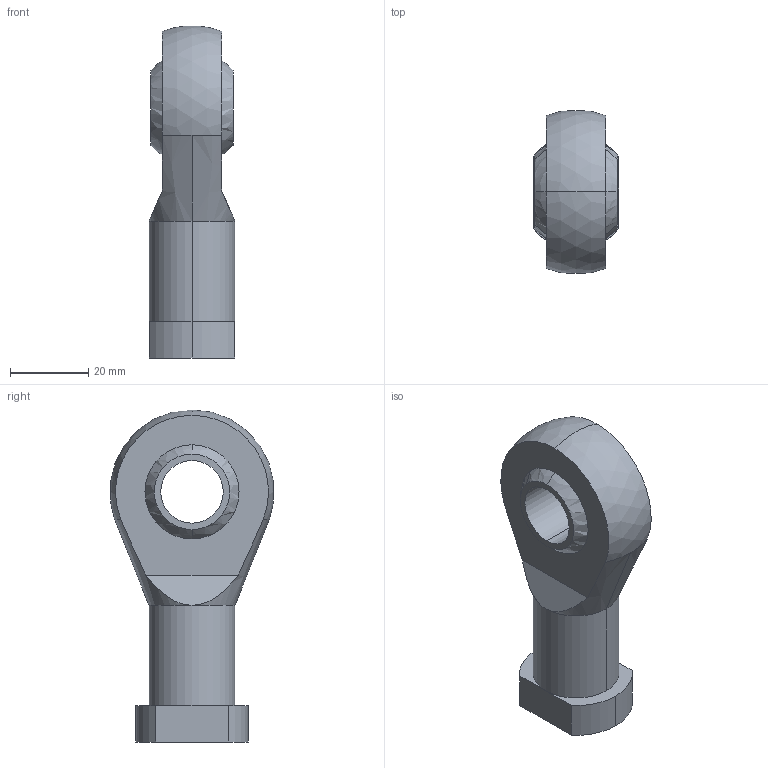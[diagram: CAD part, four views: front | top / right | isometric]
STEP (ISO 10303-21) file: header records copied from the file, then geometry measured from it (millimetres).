
FILE_DESCRIPTION(('STEP AP214'),'1');
FILE_NAME('rotule_nf-17050.stp','2017-05-09T10:33:34',('TraceParts'),('TraceParts S.A.'),'Spatial InterOp 3D',' ',' ');
FILE_SCHEMA(('automotive_design'));
Length unit declared in the file: millimetre
Products named in the file (2): rotule_nf-17050_1; rotule_nf-17050_2
Bounding box: 22 x 41.71 x 84.94 mm (x, y, z)
Volume: 32409.4 mm3; surface area: 13400.1 mm2
Topology: 2 solids, 2 shells, 40 faces, 105 edges, 61 vertices
Faces by surface type: cylinder 12, plane 12, cone 10, sphere 6
Entity records: 1218 total; most frequent: DIRECTION 232, CARTESIAN_POINT 214, ORIENTED_EDGE 190, AXIS2_PLACEMENT_3D 101, EDGE_CURVE 95, VERTEX_POINT 61, CIRCLE 57, EDGE_LOOP 46
